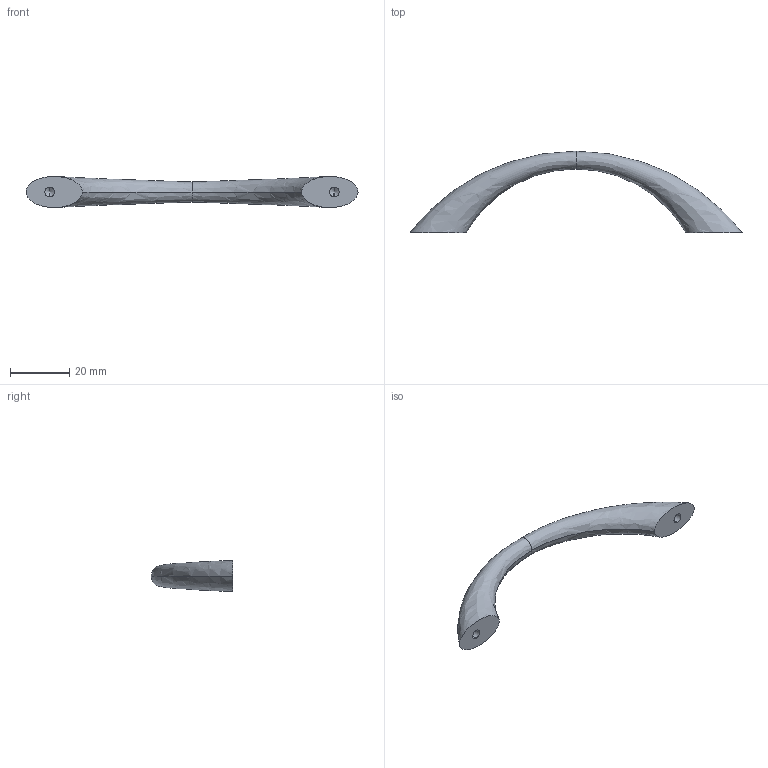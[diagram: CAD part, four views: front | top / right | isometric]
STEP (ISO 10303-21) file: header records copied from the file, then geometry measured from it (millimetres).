
FILE_DESCRIPTION (( 'STEP AP214' ), '1' );
FILE_NAME ('F001732,F001734,F001738,F001740,F001742_3D.step', '2022-07-07T08:05:25', ( '' ), ( '' ), 'SwSTEP 2.0', 'SolidWorks 2020', '' );
FILE_SCHEMA (( 'AUTOMOTIVE_DESIGN' ));
Length unit declared in the file: millimetre
Products named in the file (1): F001732,F001734,F001738,F001740,F001742_3D
Bounding box: 112 x 27.5 x 10.5 mm (x, y, z)
Volume: 7095.1 mm3; surface area: 3518.6 mm2
Topology: 1 solids, 1 shells, 14 faces, 30 edges, 16 vertices
Faces by surface type: cylinder 4, cone 4, bspline 4, plane 2
Entity records: 1180 total; most frequent: CARTESIAN_POINT 851, ORIENTED_EDGE 52, DIRECTION 46, EDGE_CURVE 26, AXIS2_PLACEMENT_3D 19, VERTEX_POINT 16, EDGE_LOOP 16, ADVANCED_FACE 14
